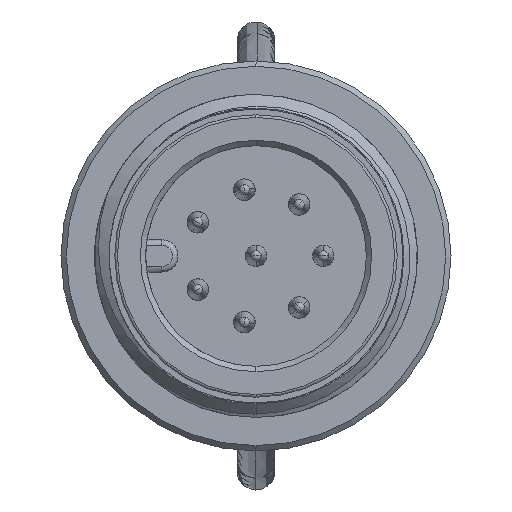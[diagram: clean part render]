
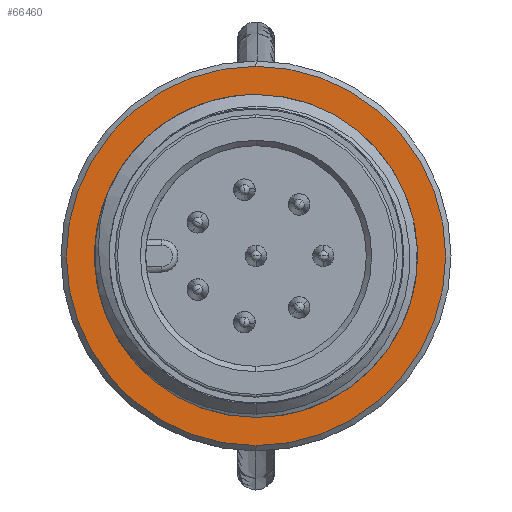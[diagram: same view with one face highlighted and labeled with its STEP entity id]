
A CAD part, left-side view. The second image highlights one B-rep face of the part: STEP entity #66460.
In plain terms, the highlighted planar face has unit normal (-1, 0, 0).
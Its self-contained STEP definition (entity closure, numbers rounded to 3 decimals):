
#578 = ORIENTED_EDGE ( 'NONE', *, *, #50518, .F. ) ;
#2640 = DIRECTION ( 'NONE',  ( 0., 0., -1. ) ) ;
#9640 = VERTEX_POINT ( 'NONE', #110246 ) ;
#17612 = AXIS2_PLACEMENT_3D ( 'NONE', #116222, #64833, #54677 ) ;
#20243 = ORIENTED_EDGE ( 'NONE', *, *, #29981, .T. ) ;
#20422 = CARTESIAN_POINT ( 'NONE',  ( 7.3, 0., 0. ) ) ;
#24110 = CARTESIAN_POINT ( 'NONE',  ( 7.3, 0., 6. ) ) ;
#29981 = EDGE_CURVE ( 'NONE', #113304, #110622, #63727, .T. ) ;
#30175 = ORIENTED_EDGE ( 'NONE', *, *, #44468, .F. ) ;
#31695 = EDGE_CURVE ( 'NONE', #110622, #113304, #73790, .T. ) ;
#31788 = DIRECTION ( 'NONE',  ( 0., 0., -1. ) ) ;
#31811 = EDGE_LOOP ( 'NONE', ( #89492, #20243 ) ) ;
#39423 = DIRECTION ( 'NONE',  ( -1., 0., 0. ) ) ;
#41416 = CIRCLE ( 'NONE', #17612, 6. ) ;
#44468 = EDGE_CURVE ( 'NONE', #9640, #71228, #96357, .T. ) ;
#46434 = CARTESIAN_POINT ( 'NONE',  ( 7.3, 0., 7.05 ) ) ;
#46786 = AXIS2_PLACEMENT_3D ( 'NONE', #20422, #39423, #61705 ) ;
#47554 = CARTESIAN_POINT ( 'NONE',  ( 7.3, 0., -7.05 ) ) ;
#50518 = EDGE_CURVE ( 'NONE', #71228, #9640, #41416, .T. ) ;
#54174 = DIRECTION ( 'NONE',  ( 0., 0., -1. ) ) ;
#54677 = DIRECTION ( 'NONE',  ( 0., 0., 1. ) ) ;
#61705 = DIRECTION ( 'NONE',  ( 0., 0., 1. ) ) ;
#63727 = CIRCLE ( 'NONE', #106808, 7.05 ) ;
#64833 = DIRECTION ( 'NONE',  ( -1., 0., 0. ) ) ;
#66460 = ADVANCED_FACE ( 'NONE', ( #83163, #124381 ), #104712, .F. ) ;
#71228 = VERTEX_POINT ( 'NONE', #24110 ) ;
#73790 = CIRCLE ( 'NONE', #106122, 7.05 ) ;
#74372 = CARTESIAN_POINT ( 'NONE',  ( 7.3, 0., 0. ) ) ;
#83163 = FACE_OUTER_BOUND ( 'NONE', #31811, .T. ) ;
#83829 = CARTESIAN_POINT ( 'NONE',  ( 7.3, 6., 0. ) ) ;
#89492 = ORIENTED_EDGE ( 'NONE', *, *, #31695, .T. ) ;
#92624 = DIRECTION ( 'NONE',  ( 1., 0., 0. ) ) ;
#95277 = DIRECTION ( 'NONE',  ( -1., 0., 0. ) ) ;
#96357 = CIRCLE ( 'NONE', #46786, 6. ) ;
#104712 = PLANE ( 'NONE',  #107811 ) ;
#105532 = DIRECTION ( 'NONE',  ( -1., 0., 0. ) ) ;
#106122 = AXIS2_PLACEMENT_3D ( 'NONE', #74372, #95277, #2640 ) ;
#106808 = AXIS2_PLACEMENT_3D ( 'NONE', #125858, #105532, #54174 ) ;
#107811 = AXIS2_PLACEMENT_3D ( 'NONE', #83829, #92624, #31788 ) ;
#110246 = CARTESIAN_POINT ( 'NONE',  ( 7.3, 0., -6. ) ) ;
#110622 = VERTEX_POINT ( 'NONE', #47554 ) ;
#111796 = EDGE_LOOP ( 'NONE', ( #578, #30175 ) ) ;
#113304 = VERTEX_POINT ( 'NONE', #46434 ) ;
#116222 = CARTESIAN_POINT ( 'NONE',  ( 7.3, 0., 0. ) ) ;
#124381 = FACE_BOUND ( 'NONE', #111796, .T. ) ;
#125858 = CARTESIAN_POINT ( 'NONE',  ( 7.3, 0., 0. ) ) ;
